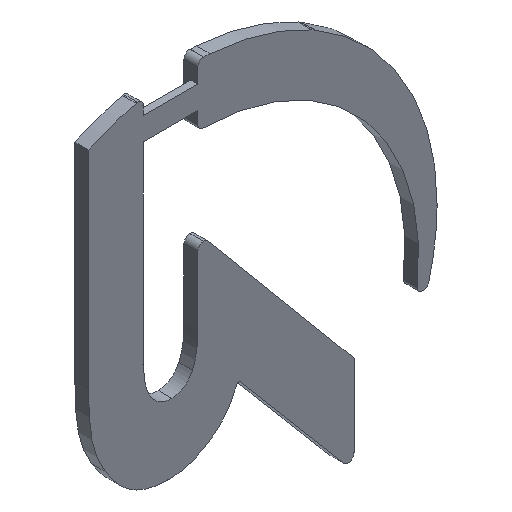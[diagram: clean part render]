
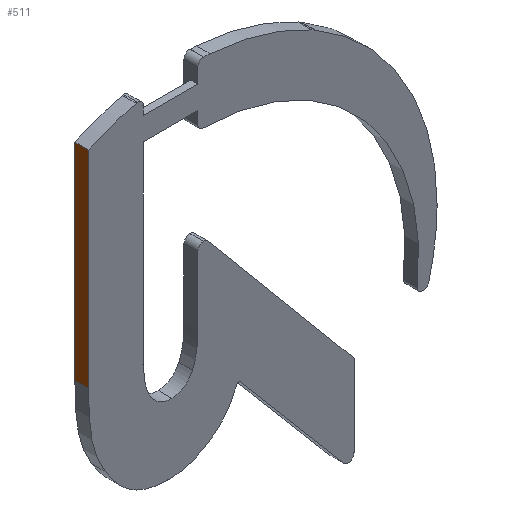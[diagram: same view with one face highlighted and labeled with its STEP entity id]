
A CAD part, isometric view. The second image highlights one B-rep face of the part: STEP entity #511.
In plain terms, the highlighted planar face has unit normal (-1, 0, 0).
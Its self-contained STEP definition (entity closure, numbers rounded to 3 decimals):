
#15 = CARTESIAN_POINT ( 'NONE',  ( -4.625, 38.69, 1.052 ) ) ;
#26 = CARTESIAN_POINT ( 'NONE',  ( -4.625, 37.68, 16.124 ) ) ;
#35 = LINE ( 'NONE', #26, #742 ) ;
#55 = CARTESIAN_POINT ( 'NONE',  ( -4.625, 37.69, 16.124 ) ) ;
#81 = CARTESIAN_POINT ( 'NONE',  ( -4.625, 38.69, 16.124 ) ) ;
#109 = PLANE ( 'NONE',  #552 ) ;
#114 = DIRECTION ( 'NONE',  ( 0., 0., 1. ) ) ;
#115 = VERTEX_POINT ( 'NONE', #81 ) ;
#163 = DIRECTION ( 'NONE',  ( 0., 1., 0. ) ) ;
#174 = LINE ( 'NONE', #1305, #965 ) ;
#218 = LINE ( 'NONE', #1262, #1241 ) ;
#228 = CARTESIAN_POINT ( 'NONE',  ( -4.625, 38.69, 0. ) ) ;
#331 = VERTEX_POINT ( 'NONE', #943 ) ;
#467 = DIRECTION ( 'NONE',  ( 0., 0., 1. ) ) ;
#511 = ADVANCED_FACE ( 'NONE', ( #1369 ), #109, .T. ) ;
#519 = EDGE_CURVE ( 'NONE', #331, #1306, #218, .T. ) ;
#552 = AXIS2_PLACEMENT_3D ( 'NONE', #884, #1135, #1517 ) ;
#554 = DIRECTION ( 'NONE',  ( 0., 1., 0. ) ) ;
#741 = ORIENTED_EDGE ( 'NONE', *, *, #1261, .T. ) ;
#742 = VECTOR ( 'NONE', #554, 1000. ) ;
#884 = CARTESIAN_POINT ( 'NONE',  ( -4.625, 37.68, 1.052 ) ) ;
#943 = CARTESIAN_POINT ( 'NONE',  ( -4.625, 37.69, 1.052 ) ) ;
#965 = VECTOR ( 'NONE', #163, 1000. ) ;
#1135 = DIRECTION ( 'NONE',  ( -1., 0., 0. ) ) ;
#1214 = EDGE_LOOP ( 'NONE', ( #1590, #1343, #1437, #741 ) ) ;
#1241 = VECTOR ( 'NONE', #114, 1000. ) ;
#1261 = EDGE_CURVE ( 'NONE', #1306, #115, #35, .T. ) ;
#1262 = CARTESIAN_POINT ( 'NONE',  ( -4.625, 37.69, 0. ) ) ;
#1305 = CARTESIAN_POINT ( 'NONE',  ( -4.625, 37.68, 1.052 ) ) ;
#1306 = VERTEX_POINT ( 'NONE', #55 ) ;
#1343 = ORIENTED_EDGE ( 'NONE', *, *, #1548, .F. ) ;
#1369 = FACE_OUTER_BOUND ( 'NONE', #1214, .T. ) ;
#1377 = LINE ( 'NONE', #228, #1383 ) ;
#1383 = VECTOR ( 'NONE', #467, 1000. ) ;
#1409 = EDGE_CURVE ( 'NONE', #1550, #115, #1377, .T. ) ;
#1437 = ORIENTED_EDGE ( 'NONE', *, *, #519, .T. ) ;
#1517 = DIRECTION ( 'NONE',  ( 0., 0., 1. ) ) ;
#1548 = EDGE_CURVE ( 'NONE', #331, #1550, #174, .T. ) ;
#1550 = VERTEX_POINT ( 'NONE', #15 ) ;
#1590 = ORIENTED_EDGE ( 'NONE', *, *, #1409, .F. ) ;
